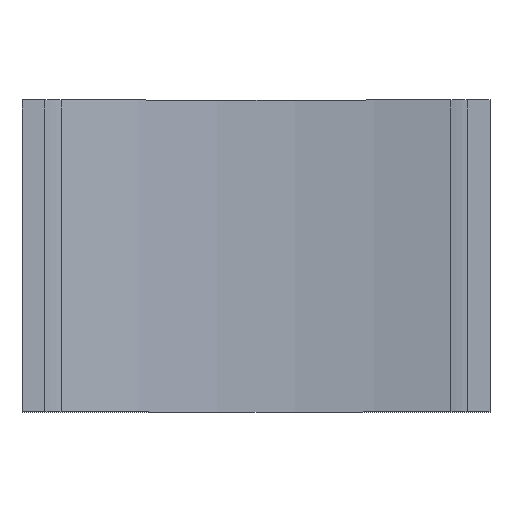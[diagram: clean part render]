
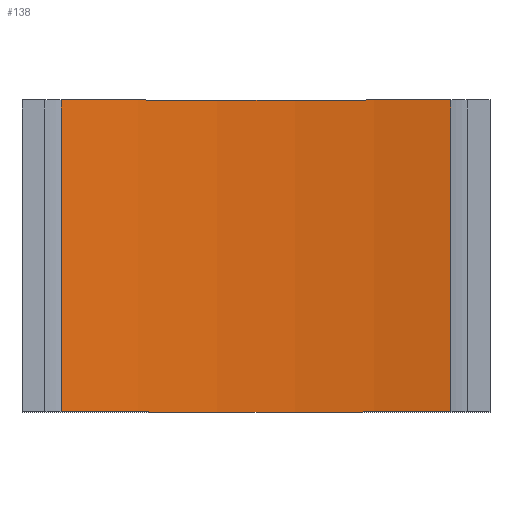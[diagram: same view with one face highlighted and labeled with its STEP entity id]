
A CAD part, top view. The second image highlights one B-rep face of the part: STEP entity #138.
In plain terms, the highlighted cylindrical face has radius 600 mm (diameter 1200 mm), a partial arc.
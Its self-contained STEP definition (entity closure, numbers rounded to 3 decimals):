
#7 = CARTESIAN_POINT ( 'NONE',  ( -124.958, -551.387, 18.904 ) ) ;
#23 = FACE_OUTER_BOUND ( 'NONE', #48, .T. ) ;
#24 = ORIENTED_EDGE ( 'NONE', *, *, #109, .T. ) ;
#48 = EDGE_LOOP ( 'NONE', ( #52, #24, #361, #280 ) ) ;
#49 = CARTESIAN_POINT ( 'NONE',  ( 0., -100., 605.747 ) ) ;
#50 = CIRCLE ( 'NONE', #75, 600. ) ;
#51 = EDGE_CURVE ( 'NONE', #278, #158, #83, .T. ) ;
#52 = ORIENTED_EDGE ( 'NONE', *, *, #51, .T. ) ;
#65 = DIRECTION ( 'NONE',  ( 1., 0., 0. ) ) ;
#68 = DIRECTION ( 'NONE',  ( 0., 1., 0. ) ) ;
#75 = AXIS2_PLACEMENT_3D ( 'NONE', #246, #68, #65 ) ;
#77 = VERTEX_POINT ( 'NONE', #340 ) ;
#78 = DIRECTION ( 'NONE',  ( 0., -1., 0. ) ) ;
#83 = CIRCLE ( 'NONE', #169, 600. ) ;
#87 = CARTESIAN_POINT ( 'NONE',  ( 124.958, -551.387, 18.904 ) ) ;
#90 = CARTESIAN_POINT ( 'NONE',  ( 124.958, -100., 18.904 ) ) ;
#97 = DIRECTION ( 'NONE',  ( 0., -1., 0. ) ) ;
#108 = VERTEX_POINT ( 'NONE', #237 ) ;
#109 = EDGE_CURVE ( 'NONE', #158, #108, #159, .T. ) ;
#130 = CARTESIAN_POINT ( 'NONE',  ( -124.958, -100., 18.904 ) ) ;
#132 = AXIS2_PLACEMENT_3D ( 'NONE', #292, #233, #238 ) ;
#137 = CYLINDRICAL_SURFACE ( 'NONE', #132, 600. ) ;
#138 = ADVANCED_FACE ( 'NONE', ( #23 ), #137, .F. ) ;
#153 = VECTOR ( 'NONE', #97, 1000. ) ;
#158 = VERTEX_POINT ( 'NONE', #90 ) ;
#159 = LINE ( 'NONE', #87, #364 ) ;
#169 = AXIS2_PLACEMENT_3D ( 'NONE', #49, #78, #311 ) ;
#210 = LINE ( 'NONE', #7, #153 ) ;
#213 = EDGE_CURVE ( 'NONE', #77, #278, #210, .T. ) ;
#233 = DIRECTION ( 'NONE',  ( 0., 1., 0. ) ) ;
#237 = CARTESIAN_POINT ( 'NONE',  ( 124.958, 100., 18.904 ) ) ;
#238 = DIRECTION ( 'NONE',  ( -1., 0., 0. ) ) ;
#246 = CARTESIAN_POINT ( 'NONE',  ( 0., 100., 605.747 ) ) ;
#278 = VERTEX_POINT ( 'NONE', #130 ) ;
#280 = ORIENTED_EDGE ( 'NONE', *, *, #213, .T. ) ;
#281 = EDGE_CURVE ( 'NONE', #108, #77, #50, .T. ) ;
#292 = CARTESIAN_POINT ( 'NONE',  ( 0., -551.387, 605.747 ) ) ;
#311 = DIRECTION ( 'NONE',  ( -1., 0., 0. ) ) ;
#322 = DIRECTION ( 'NONE',  ( 0., 1., 0. ) ) ;
#340 = CARTESIAN_POINT ( 'NONE',  ( -124.958, 100., 18.904 ) ) ;
#361 = ORIENTED_EDGE ( 'NONE', *, *, #281, .T. ) ;
#364 = VECTOR ( 'NONE', #322, 1000. ) ;
